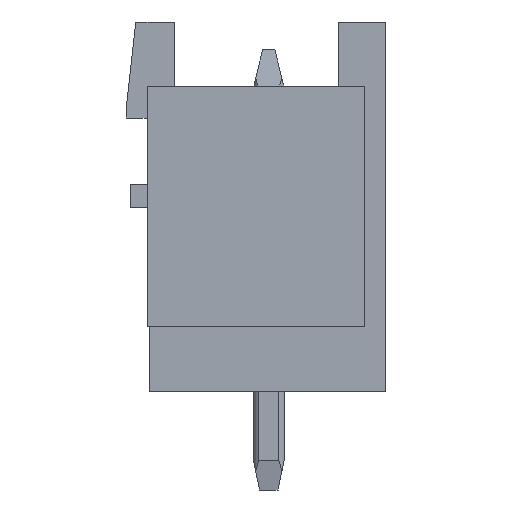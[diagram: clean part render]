
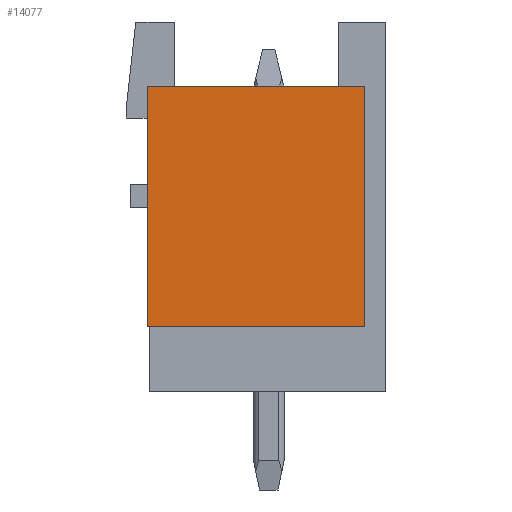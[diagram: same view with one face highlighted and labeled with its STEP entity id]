
A CAD part, left-side view. The second image highlights one B-rep face of the part: STEP entity #14077.
In plain terms, the highlighted planar face has unit normal (-1, 0, 0).
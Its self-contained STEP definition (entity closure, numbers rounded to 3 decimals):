
#14050=AXIS2_PLACEMENT_3D('Plane Axis2P3D',#14047,#14048,#14049) ;
#14025=CARTESIAN_POINT('Vertex',(0.,7.75,13.1)) ;
#14028=CARTESIAN_POINT('Line Origine',(0.,4.225,13.1)) ;
#14032=CARTESIAN_POINT('Vertex',(0.,0.7,13.1)) ;
#14047=CARTESIAN_POINT('Axis2P3D Location',(0.,7.75,5.3)) ;
#14052=CARTESIAN_POINT('Line Origine',(0.,7.75,9.2)) ;
#14056=CARTESIAN_POINT('Vertex',(0.,7.75,5.3)) ;
#14059=CARTESIAN_POINT('Line Origine',(0.,4.225,5.3)) ;
#14063=CARTESIAN_POINT('Vertex',(0.,0.7,5.3)) ;
#14066=CARTESIAN_POINT('Line Origine',(0.,0.7,9.2)) ;
#14029=DIRECTION('Vector Direction',(0.,-1.,0.)) ;
#14048=DIRECTION('Axis2P3D Direction',(1.,0.,0.)) ;
#14049=DIRECTION('Axis2P3D XDirection',(0.,0.,1.)) ;
#14053=DIRECTION('Vector Direction',(0.,0.,1.)) ;
#14060=DIRECTION('Vector Direction',(0.,-1.,0.)) ;
#14067=DIRECTION('Vector Direction',(0.,0.,1.)) ;
#14030=VECTOR('Line Direction',#14029,1.) ;
#14054=VECTOR('Line Direction',#14053,1.) ;
#14061=VECTOR('Line Direction',#14060,1.) ;
#14068=VECTOR('Line Direction',#14067,1.) ;
#14072=ORIENTED_EDGE('',*,*,#14034,.F.) ;
#14073=ORIENTED_EDGE('',*,*,#14058,.T.) ;
#14074=ORIENTED_EDGE('',*,*,#14065,.T.) ;
#14075=ORIENTED_EDGE('',*,*,#14070,.F.) ;
#14077=ADVANCED_FACE('HOUSING',(#14076),#14051,.F.) ;
#14034=EDGE_CURVE('',#14026,#14033,#14031,.T.) ;
#14058=EDGE_CURVE('',#14026,#14057,#14055,.F.) ;
#14065=EDGE_CURVE('',#14057,#14064,#14062,.T.) ;
#14070=EDGE_CURVE('',#14033,#14064,#14069,.F.) ;
#14071=EDGE_LOOP('',(#14072,#14073,#14074,#14075)) ;
#14076=FACE_OUTER_BOUND('',#14071,.T.) ;
#14031=LINE('Line',#14028,#14030) ;
#14055=LINE('Line',#14052,#14054) ;
#14062=LINE('Line',#14059,#14061) ;
#14069=LINE('Line',#14066,#14068) ;
#14051=PLANE('',#14050) ;
#14026=VERTEX_POINT('',#14025) ;
#14033=VERTEX_POINT('',#14032) ;
#14057=VERTEX_POINT('',#14056) ;
#14064=VERTEX_POINT('',#14063) ;
